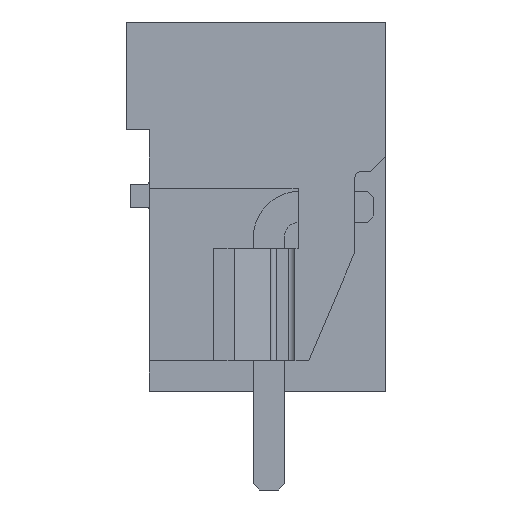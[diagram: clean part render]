
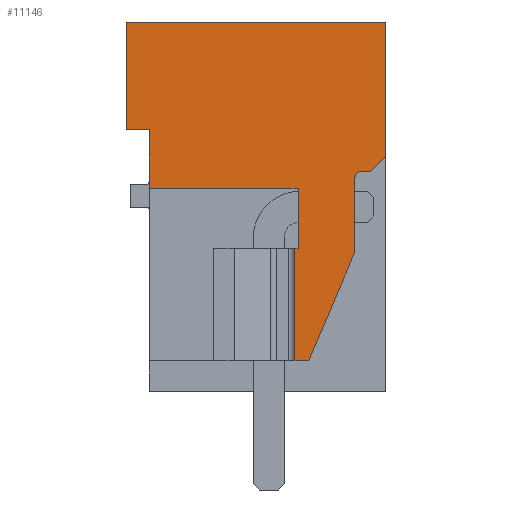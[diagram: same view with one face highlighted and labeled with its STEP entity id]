
A CAD part, left-side view. The second image highlights one B-rep face of the part: STEP entity #11146.
In plain terms, the highlighted planar face has unit normal (-1, 0, 0).
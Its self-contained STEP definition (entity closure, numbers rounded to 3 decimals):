
#11059=AXIS2_PLACEMENT_3D('Plane Axis2P3D',#11056,#11057,#11058) ;
#11112=AXIS2_PLACEMENT_3D('Circle Axis2P3D',#11110,#11111,$) ;
#63=CARTESIAN_POINT('Vertex',(0.,0.,15.2)) ;
#66=CARTESIAN_POINT('Line Origine',(0.,0.,13.023)) ;
#70=CARTESIAN_POINT('Vertex',(0.,0.,10.846)) ;
#147=CARTESIAN_POINT('Vertex',(0.,8.43,15.2)) ;
#150=CARTESIAN_POINT('Line Origine',(0.,4.215,15.2)) ;
#1919=CARTESIAN_POINT('Vertex',(0.,8.43,11.7)) ;
#1922=CARTESIAN_POINT('Line Origine',(0.,8.43,13.45)) ;
#2670=CARTESIAN_POINT('Vertex',(0.,7.68,9.8)) ;
#2673=CARTESIAN_POINT('Line Origine',(0.,7.68,10.75)) ;
#2677=CARTESIAN_POINT('Vertex',(0.,7.68,11.7)) ;
#11004=CARTESIAN_POINT('Line Origine',(0.,8.055,11.7)) ;
#11056=CARTESIAN_POINT('Axis2P3D Location',(0.,0.,0.)) ;
#11061=CARTESIAN_POINT('Line Origine',(0.,5.265,9.8)) ;
#11065=CARTESIAN_POINT('Vertex',(0.,2.85,9.8)) ;
#11068=CARTESIAN_POINT('Line Origine',(0.,2.85,8.825)) ;
#11072=CARTESIAN_POINT('Vertex',(0.,2.85,7.85)) ;
#11075=CARTESIAN_POINT('Line Origine',(0.,2.9,7.85)) ;
#11079=CARTESIAN_POINT('Vertex',(0.,2.95,7.85)) ;
#11082=CARTESIAN_POINT('Line Origine',(0.,2.95,6.025)) ;
#11086=CARTESIAN_POINT('Vertex',(0.,2.95,4.2)) ;
#11089=CARTESIAN_POINT('Line Origine',(0.,2.725,4.2)) ;
#11093=CARTESIAN_POINT('Vertex',(0.,2.5,4.2)) ;
#11096=CARTESIAN_POINT('Line Origine',(0.,1.75,5.968)) ;
#11100=CARTESIAN_POINT('Vertex',(0.,1.,7.736)) ;
#11103=CARTESIAN_POINT('Line Origine',(0.,1.,8.941)) ;
#11107=CARTESIAN_POINT('Vertex',(0.,1.,10.146)) ;
#11110=CARTESIAN_POINT('Axis2P3D Location',(0.,0.8,10.146)) ;
#11114=CARTESIAN_POINT('Vertex',(0.,0.8,10.346)) ;
#11117=CARTESIAN_POINT('Line Origine',(0.,0.65,10.346)) ;
#11121=CARTESIAN_POINT('Vertex',(0.,0.5,10.346)) ;
#11124=CARTESIAN_POINT('Line Origine',(0.,0.25,10.596)) ;
#67=DIRECTION('Vector Direction',(0.,0.,-1.)) ;
#151=DIRECTION('Vector Direction',(0.,-1.,0.)) ;
#1923=DIRECTION('Vector Direction',(0.,0.,-1.)) ;
#2674=DIRECTION('Vector Direction',(0.,0.,-1.)) ;
#11005=DIRECTION('Vector Direction',(0.,-1.,0.)) ;
#11057=DIRECTION('Axis2P3D Direction',(-1.,0.,0.)) ;
#11058=DIRECTION('Axis2P3D XDirection',(0.,0.,1.)) ;
#11062=DIRECTION('Vector Direction',(0.,1.,0.)) ;
#11069=DIRECTION('Vector Direction',(0.,0.,-1.)) ;
#11076=DIRECTION('Vector Direction',(0.,-1.,0.)) ;
#11083=DIRECTION('Vector Direction',(0.,0.,1.)) ;
#11090=DIRECTION('Vector Direction',(0.,-1.,0.)) ;
#11097=DIRECTION('Vector Direction',(0.,-0.391,0.921)) ;
#11104=DIRECTION('Vector Direction',(0.,0.,1.)) ;
#11111=DIRECTION('Axis2P3D Direction',(-1.,0.,0.)) ;
#11118=DIRECTION('Vector Direction',(0.,-1.,0.)) ;
#11125=DIRECTION('Vector Direction',(0.,-0.707,0.707)) ;
#68=VECTOR('Line Direction',#67,1.) ;
#152=VECTOR('Line Direction',#151,1.) ;
#1924=VECTOR('Line Direction',#1923,1.) ;
#2675=VECTOR('Line Direction',#2674,1.) ;
#11006=VECTOR('Line Direction',#11005,1.) ;
#11063=VECTOR('Line Direction',#11062,1.) ;
#11070=VECTOR('Line Direction',#11069,1.) ;
#11077=VECTOR('Line Direction',#11076,1.) ;
#11084=VECTOR('Line Direction',#11083,1.) ;
#11091=VECTOR('Line Direction',#11090,1.) ;
#11098=VECTOR('Line Direction',#11097,1.) ;
#11105=VECTOR('Line Direction',#11104,1.) ;
#11119=VECTOR('Line Direction',#11118,1.) ;
#11126=VECTOR('Line Direction',#11125,1.) ;
#11130=ORIENTED_EDGE('',*,*,#72,.T.) ;
#11131=ORIENTED_EDGE('',*,*,#154,.T.) ;
#11132=ORIENTED_EDGE('',*,*,#1926,.T.) ;
#11133=ORIENTED_EDGE('',*,*,#11008,.T.) ;
#11134=ORIENTED_EDGE('',*,*,#2679,.T.) ;
#11135=ORIENTED_EDGE('',*,*,#11067,.F.) ;
#11136=ORIENTED_EDGE('',*,*,#11074,.F.) ;
#11137=ORIENTED_EDGE('',*,*,#11081,.F.) ;
#11138=ORIENTED_EDGE('',*,*,#11088,.F.) ;
#11139=ORIENTED_EDGE('',*,*,#11095,.F.) ;
#11140=ORIENTED_EDGE('',*,*,#11102,.F.) ;
#11141=ORIENTED_EDGE('',*,*,#11109,.F.) ;
#11142=ORIENTED_EDGE('',*,*,#11116,.F.) ;
#11143=ORIENTED_EDGE('',*,*,#11123,.F.) ;
#11144=ORIENTED_EDGE('',*,*,#11128,.F.) ;
#11146=ADVANCED_FACE('HOUSING',(#11145),#11060,.T.) ;
#11113=CIRCLE('generated circle',#11112,0.2) ;
#72=EDGE_CURVE('',#71,#64,#69,.F.) ;
#154=EDGE_CURVE('',#64,#148,#153,.F.) ;
#1926=EDGE_CURVE('',#148,#1920,#1925,.T.) ;
#2679=EDGE_CURVE('',#2678,#2671,#2676,.T.) ;
#11008=EDGE_CURVE('',#1920,#2678,#11007,.T.) ;
#11067=EDGE_CURVE('',#11066,#2671,#11064,.T.) ;
#11074=EDGE_CURVE('',#11073,#11066,#11071,.F.) ;
#11081=EDGE_CURVE('',#11080,#11073,#11078,.T.) ;
#11088=EDGE_CURVE('',#11087,#11080,#11085,.T.) ;
#11095=EDGE_CURVE('',#11094,#11087,#11092,.F.) ;
#11102=EDGE_CURVE('',#11101,#11094,#11099,.F.) ;
#11109=EDGE_CURVE('',#11108,#11101,#11106,.F.) ;
#11116=EDGE_CURVE('',#11115,#11108,#11113,.T.) ;
#11123=EDGE_CURVE('',#11122,#11115,#11120,.F.) ;
#11128=EDGE_CURVE('',#71,#11122,#11127,.F.) ;
#11129=EDGE_LOOP('',(#11130,#11131,#11132,#11133,#11134,#11135,#11136,#11137,#11138,#11139,#11140,#11141,#11142,#11143,#11144)) ;
#11145=FACE_OUTER_BOUND('',#11129,.T.) ;
#69=LINE('Line',#66,#68) ;
#153=LINE('Line',#150,#152) ;
#1925=LINE('Line',#1922,#1924) ;
#2676=LINE('Line',#2673,#2675) ;
#11007=LINE('Line',#11004,#11006) ;
#11064=LINE('Line',#11061,#11063) ;
#11071=LINE('Line',#11068,#11070) ;
#11078=LINE('Line',#11075,#11077) ;
#11085=LINE('Line',#11082,#11084) ;
#11092=LINE('Line',#11089,#11091) ;
#11099=LINE('Line',#11096,#11098) ;
#11106=LINE('Line',#11103,#11105) ;
#11120=LINE('Line',#11117,#11119) ;
#11127=LINE('Line',#11124,#11126) ;
#11060=PLANE('',#11059) ;
#64=VERTEX_POINT('',#63) ;
#71=VERTEX_POINT('',#70) ;
#148=VERTEX_POINT('',#147) ;
#1920=VERTEX_POINT('',#1919) ;
#2671=VERTEX_POINT('',#2670) ;
#2678=VERTEX_POINT('',#2677) ;
#11066=VERTEX_POINT('',#11065) ;
#11073=VERTEX_POINT('',#11072) ;
#11080=VERTEX_POINT('',#11079) ;
#11087=VERTEX_POINT('',#11086) ;
#11094=VERTEX_POINT('',#11093) ;
#11101=VERTEX_POINT('',#11100) ;
#11108=VERTEX_POINT('',#11107) ;
#11115=VERTEX_POINT('',#11114) ;
#11122=VERTEX_POINT('',#11121) ;
